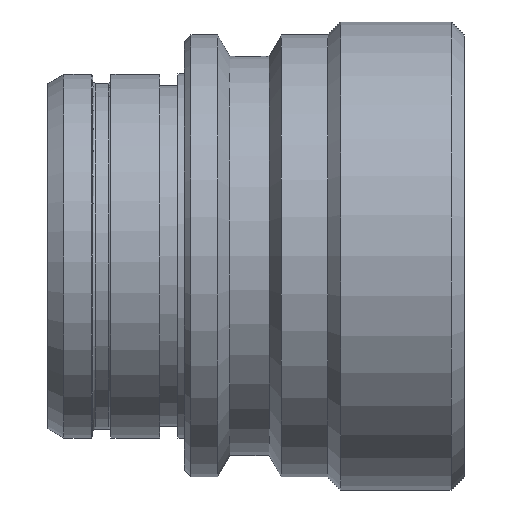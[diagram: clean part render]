
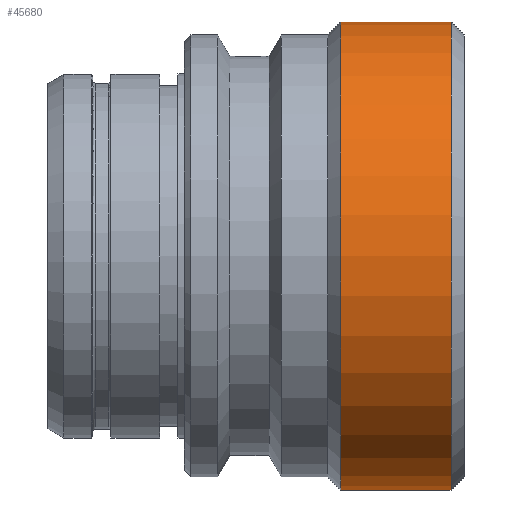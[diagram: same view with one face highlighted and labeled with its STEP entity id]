
A CAD part, top view. The second image highlights one B-rep face of the part: STEP entity #45680.
In plain terms, the highlighted cylindrical face has radius 18 mm (diameter 36 mm), a partial arc.
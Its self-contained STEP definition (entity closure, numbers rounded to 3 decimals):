
#1447=CARTESIAN_POINT('',(31.,0.,0.));
#1448=DIRECTION('',(1.,0.,0.));
#1449=DIRECTION('',(0.,1.,0.));
#1450=AXIS2_PLACEMENT_3D('',#1447,#1448,#1449);
#1452=DIRECTION('',(-1.,0.,0.));
#1453=VECTOR('',#1452,8.5);
#1454=CARTESIAN_POINT('',(31.,18.,0.));
#1455=LINE('4476',#1454,#1453);
#1456=DIRECTION('',(-1.,0.,0.));
#1457=VECTOR('',#1456,8.5);
#1458=CARTESIAN_POINT('',(31.,-18.,0.));
#1459=LINE('4486',#1458,#1457);
#1478=CARTESIAN_POINT('',(22.5,0.,0.));
#1479=DIRECTION('',(1.,0.,0.));
#1480=DIRECTION('',(0.,1.,0.));
#1481=AXIS2_PLACEMENT_3D('',#1478,#1479,#1480);
#33692=CARTESIAN_POINT('',(31.,18.,0.));
#33694=VERTEX_POINT('',#33692);
#33695=CARTESIAN_POINT('',(22.5,18.,0.));
#33696=VERTEX_POINT('',#33695);
#33720=CARTESIAN_POINT('',(31.,-18.,0.));
#33722=VERTEX_POINT('',#33720);
#33723=CARTESIAN_POINT('',(22.5,-18.,0.));
#33724=VERTEX_POINT('',#33723);
#45666=CARTESIAN_POINT('',(-1.6,0.,0.));
#45667=DIRECTION('',(1.,0.,0.));
#45668=DIRECTION('',(0.,-1.,0.));
#45669=AXIS2_PLACEMENT_3D('',#45666,#45667,#45668);
#45670=CYLINDRICAL_SURFACE('247',#45669,18.);
#45672=ORIENTED_EDGE('4476',*,*,#45671,.F.);
#45673=ORIENTED_EDGE('4497',*,*,#45654,.T.);
#45675=ORIENTED_EDGE('4486',*,*,#45674,.T.);
#45677=ORIENTED_EDGE('4498',*,*,#45676,.F.);
#45678=EDGE_LOOP('247',(#45672,#45673,#45675,#45677));
#45679=FACE_OUTER_BOUND('247',#45678,.F.);
#1451=CIRCLE('4497',#1450,18.);
#1482=CIRCLE('4498',#1481,18.);
#45654=EDGE_CURVE('4497',#33694,#33722,#1451,.T.);
#45671=EDGE_CURVE('4476',#33694,#33696,#1455,.T.);
#45674=EDGE_CURVE('4486',#33722,#33724,#1459,.T.);
#45676=EDGE_CURVE('4498',#33696,#33724,#1482,.T.);
#45680=ADVANCED_FACE('247',(#45679),#45670,.T.);
